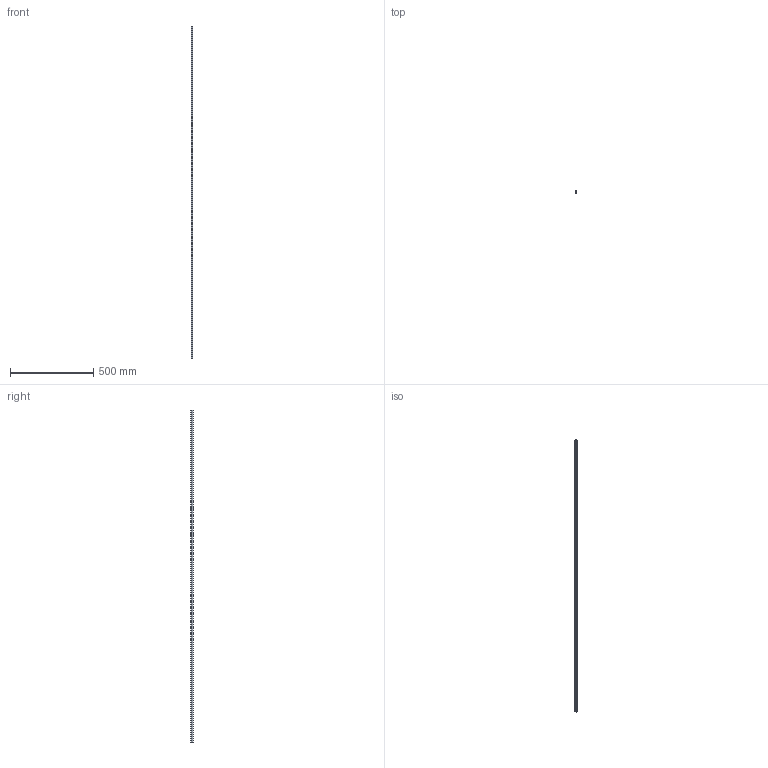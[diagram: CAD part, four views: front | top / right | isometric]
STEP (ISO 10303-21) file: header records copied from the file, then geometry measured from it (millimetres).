
FILE_DESCRIPTION (( 'STEP AP214' ), '1' );
FILE_NAME ('6221010', '2019-02-04T08:18:20', ( '' ), ('JUGARD+KÜNSTNER GmbH'), 'SwSTEP 2.0', 'SolidWorks 2017', '' );
FILE_SCHEMA (( 'AUTOMOTIVE_DESIGN' ));
Length unit declared in the file: millimetre
Products named in the file (1): 6221010_CNAJF00
Bounding box: 11.36 x 13 x 2000 mm (x, y, z)
Volume: 61210.1 mm3; surface area: 171252.5 mm2
Topology: 1 solids, 1 shells, 29 faces, 85 edges, 58 vertices
Faces by surface type: plane 16, cylinder 13
Entity records: 1011 total; most frequent: CARTESIAN_POINT 173, DIRECTION 171, ORIENTED_EDGE 170, EDGE_CURVE 85, LINE 59, VECTOR 59, VERTEX_POINT 58, AXIS2_PLACEMENT_3D 56
